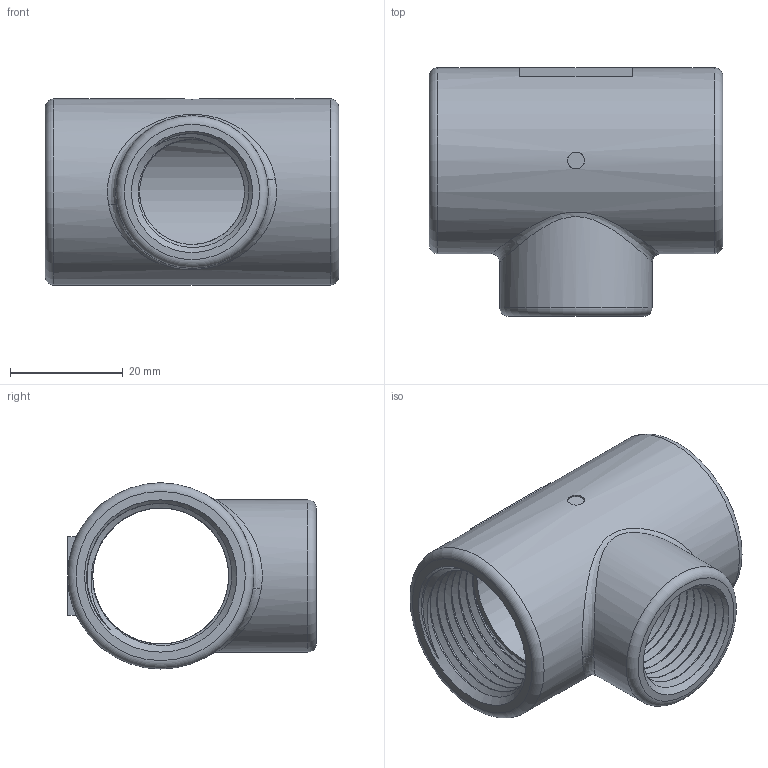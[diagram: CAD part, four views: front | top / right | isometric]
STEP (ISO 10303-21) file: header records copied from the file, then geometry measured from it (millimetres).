
FILE_DESCRIPTION(/* description */ ('Unknown'),/* implementation_level */ '2;1');
FILE_NAME(/* name */ 'dn20xdn15 -',/* time_stamp */ '2020-11-10T15:20:14+08:00',/* author */ ('Unknown'),/* organization */ ('Unknown'),/* preprocessor_version */ 'ST-DEVELOPER v16.7',/* originating_system */ 'DEX',/* authorisation */ $);
FILE_SCHEMA (('AUTOMOTIVE_DESIGN {1 0 10303 214 3 1 1}'));
Length unit declared in the file: millimetre
Products named in the file (1): dn20xdn15 -
Bounding box: 52 x 44.1 x 33 mm (x, y, z)
Volume: 21681.8 mm3; surface area: 13229.4 mm2
Topology: 1 solids, 1 shells, 57 faces, 194 edges, 141 vertices
Faces by surface type: cylinder 23, plane 17, bspline 11, cone 3, torus 3
Full cylindrical faces by diameter (mm): 3 x1, 18.6 x6, 24.1 x11, 27 x1, 33 x1
Entity records: 14438 total; most frequent: CARTESIAN_POINT 13321, ORIENTED_EDGE 324, EDGE_CURVE 162, VERTEX_POINT 139, DIRECTION 120, EDGE_LOOP 57, FACE_BOUND 57, AXIS2_PLACEMENT_3D 52
